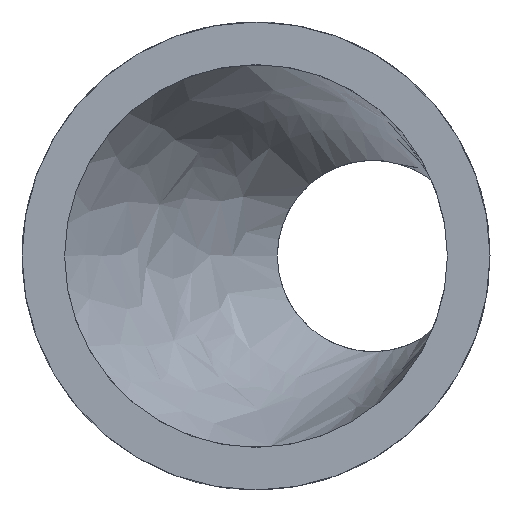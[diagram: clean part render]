
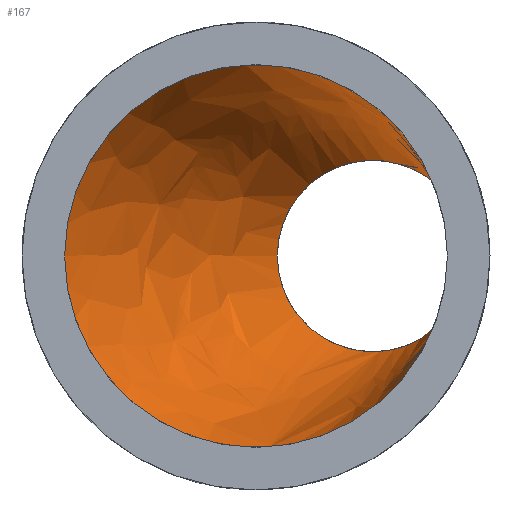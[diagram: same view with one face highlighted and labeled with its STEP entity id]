
A CAD part, left-side view. The second image highlights one B-rep face of the part: STEP entity #167.
In plain terms, the highlighted free-form (B-spline) face has degree [1, 2] with [2, 9] control points.
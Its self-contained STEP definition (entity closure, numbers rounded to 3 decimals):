
#31=CIRCLE('',#195,73.6);
#32=CIRCLE('',#196,73.6);
#33=CIRCLE('',#197,36.8);
#34=CIRCLE('',#198,36.8);
#35=CIRCLE('',#199,36.8);
#36=CIRCLE('',#200,36.8);
#37=CIRCLE('',#201,73.6);
#38=CIRCLE('',#202,73.6);
#43=(
BOUNDED_SURFACE()
B_SPLINE_SURFACE(1,2,((#808,#809,#810,#811,#812,#813,#814,#815,#816),(#817,
#818,#819,#820,#821,#822,#823,#824,#825)),.UNSPECIFIED.,.F.,.T.,.F.)
B_SPLINE_SURFACE_WITH_KNOTS((2,2),(3,2,2,2,3),(-0.297,2.212),
(-3.142,-1.571,0.,1.571,3.142),
 .UNSPECIFIED.)
GEOMETRIC_REPRESENTATION_ITEM()
RATIONAL_B_SPLINE_SURFACE(((1.,0.707,1.,0.707,1.,
0.707,1.,0.707,1.),(1.,0.707,1.,0.707,
1.,0.707,1.,0.707,1.)))
REPRESENTATION_ITEM('')
SURFACE()
);
#47=FACE_OUTER_BOUND('',#57,.T.);
#57=EDGE_LOOP('',(#121,#122,#123,#124,#125,#126,#127,#128,#129,#130));
#73=B_SPLINE_CURVE_WITH_KNOTS('',1,(#832,#833),.UNSPECIFIED.,.F.,.F.,(2,
2),(0.021,2.071),.UNSPECIFIED.);
#79=VERTEX_POINT('',#826);
#80=VERTEX_POINT('',#827);
#81=VERTEX_POINT('',#829);
#82=VERTEX_POINT('',#831);
#83=VERTEX_POINT('',#834);
#84=VERTEX_POINT('',#836);
#85=VERTEX_POINT('',#838);
#86=VERTEX_POINT('',#841);
#97=EDGE_CURVE('',#79,#80,#31,.T.);
#98=EDGE_CURVE('',#80,#81,#32,.T.);
#99=EDGE_CURVE('',#81,#82,#73,.T.);
#100=EDGE_CURVE('',#82,#83,#33,.T.);
#101=EDGE_CURVE('',#83,#84,#34,.T.);
#102=EDGE_CURVE('',#84,#85,#35,.T.);
#103=EDGE_CURVE('',#85,#82,#36,.T.);
#104=EDGE_CURVE('',#81,#86,#37,.T.);
#105=EDGE_CURVE('',#86,#79,#38,.T.);
#121=ORIENTED_EDGE('',*,*,#97,.T.);
#122=ORIENTED_EDGE('',*,*,#98,.T.);
#123=ORIENTED_EDGE('',*,*,#99,.T.);
#124=ORIENTED_EDGE('',*,*,#100,.T.);
#125=ORIENTED_EDGE('',*,*,#101,.T.);
#126=ORIENTED_EDGE('',*,*,#102,.T.);
#127=ORIENTED_EDGE('',*,*,#103,.T.);
#128=ORIENTED_EDGE('',*,*,#99,.F.);
#129=ORIENTED_EDGE('',*,*,#104,.T.);
#130=ORIENTED_EDGE('',*,*,#105,.T.);
#167=ADVANCED_FACE('',(#47),#43,.T.);
#195=AXIS2_PLACEMENT_3D('',#828,#215,#216);
#196=AXIS2_PLACEMENT_3D('',#830,#217,#218);
#197=AXIS2_PLACEMENT_3D('',#835,#219,#220);
#198=AXIS2_PLACEMENT_3D('',#837,#221,#222);
#199=AXIS2_PLACEMENT_3D('',#839,#223,#224);
#200=AXIS2_PLACEMENT_3D('',#840,#225,#226);
#201=AXIS2_PLACEMENT_3D('',#842,#227,#228);
#202=AXIS2_PLACEMENT_3D('',#843,#229,#230);
#215=DIRECTION('center_axis',(-1.,0.,0.));
#216=DIRECTION('ref_axis',(0.,-1.,0.));
#217=DIRECTION('center_axis',(-1.,0.,0.));
#218=DIRECTION('ref_axis',(0.,-1.,0.));
#219=DIRECTION('center_axis',(1.,0.,0.));
#220=DIRECTION('ref_axis',(0.,-1.,0.));
#221=DIRECTION('center_axis',(1.,0.,0.));
#222=DIRECTION('ref_axis',(0.,-1.,0.));
#223=DIRECTION('center_axis',(1.,0.,0.));
#224=DIRECTION('ref_axis',(0.,-1.,0.));
#225=DIRECTION('center_axis',(1.,0.,0.));
#226=DIRECTION('ref_axis',(0.,-1.,0.));
#227=DIRECTION('center_axis',(-1.,0.,0.));
#228=DIRECTION('ref_axis',(0.,-1.,0.));
#229=DIRECTION('center_axis',(-1.,0.,0.));
#230=DIRECTION('ref_axis',(0.,-1.,0.));
#808=CARTESIAN_POINT('Ctrl Pts',(106.699,46.272,-79.104));
#809=CARTESIAN_POINT('Ctrl Pts',(128.5,118.6,-79.104));
#810=CARTESIAN_POINT('Ctrl Pts',(128.5,118.6,0.));
#811=CARTESIAN_POINT('Ctrl Pts',(128.5,118.6,79.104));
#812=CARTESIAN_POINT('Ctrl Pts',(106.699,46.272,79.104));
#813=CARTESIAN_POINT('Ctrl Pts',(84.897,-26.055,79.104));
#814=CARTESIAN_POINT('Ctrl Pts',(84.897,-26.055,0.));
#815=CARTESIAN_POINT('Ctrl Pts',(84.897,-26.055,-79.104));
#816=CARTESIAN_POINT('Ctrl Pts',(106.699,46.272,-79.104));
#817=CARTESIAN_POINT('Ctrl Pts',(278.618,-5.549,-34.192));
#818=CARTESIAN_POINT('Ctrl Pts',(288.041,25.714,-34.192));
#819=CARTESIAN_POINT('Ctrl Pts',(288.041,25.714,0.));
#820=CARTESIAN_POINT('Ctrl Pts',(288.041,25.714,34.192));
#821=CARTESIAN_POINT('Ctrl Pts',(278.618,-5.549,34.192));
#822=CARTESIAN_POINT('Ctrl Pts',(269.194,-36.811,34.192));
#823=CARTESIAN_POINT('Ctrl Pts',(269.194,-36.811,0.));
#824=CARTESIAN_POINT('Ctrl Pts',(269.194,-36.811,-34.192));
#825=CARTESIAN_POINT('Ctrl Pts',(278.618,-5.549,-34.192));
#826=CARTESIAN_POINT('',(128.5,-15.188,42.359));
#827=CARTESIAN_POINT('',(128.5,118.6,0.));
#828=CARTESIAN_POINT('Origin',(128.5,45.,0.));
#829=CARTESIAN_POINT('',(128.5,39.701,-73.409));
#830=CARTESIAN_POINT('Origin',(128.5,45.,0.));
#831=CARTESIAN_POINT('',(269.,-2.65,-36.704));
#832=CARTESIAN_POINT('Ctrl Pts',(128.5,39.701,-73.409));
#833=CARTESIAN_POINT('Ctrl Pts',(269.,-2.65,-36.704));
#834=CARTESIAN_POINT('',(269.,36.8,0.));
#835=CARTESIAN_POINT('Origin',(269.,0.,0.));
#836=CARTESIAN_POINT('',(269.,-30.094,21.18));
#837=CARTESIAN_POINT('Origin',(269.,0.,0.));
#838=CARTESIAN_POINT('',(269.,-30.094,-21.18));
#839=CARTESIAN_POINT('Origin',(269.,0.,0.));
#840=CARTESIAN_POINT('Origin',(269.,0.,0.));
#841=CARTESIAN_POINT('',(128.5,-15.188,-42.359));
#842=CARTESIAN_POINT('Origin',(128.5,45.,0.));
#843=CARTESIAN_POINT('Origin',(128.5,45.,0.));
